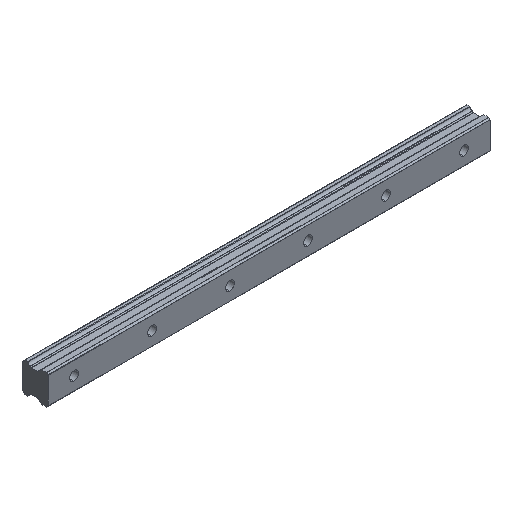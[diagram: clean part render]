
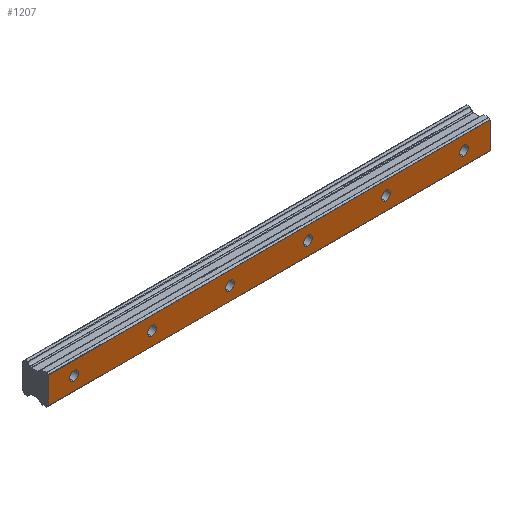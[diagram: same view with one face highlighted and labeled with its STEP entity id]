
A CAD part, isometric view. The second image highlights one B-rep face of the part: STEP entity #1207.
In plain terms, the highlighted planar face has unit normal (0, -1, 0).
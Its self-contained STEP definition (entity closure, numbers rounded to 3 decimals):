
#35 = VECTOR ( 'NONE', #1985, 1000. ) ;
#38 = CIRCLE ( 'NONE', #1542, 3.5 ) ;
#40 = DIRECTION ( 'NONE',  ( 0., 0., -1. ) ) ;
#49 = CIRCLE ( 'NONE', #361, 3.5 ) ;
#52 = CIRCLE ( 'NONE', #136, 3.5 ) ;
#67 = LINE ( 'NONE', #803, #2144 ) ;
#73 = ORIENTED_EDGE ( 'NONE', *, *, #951, .F. ) ;
#75 = VERTEX_POINT ( 'NONE', #827 ) ;
#80 = DIRECTION ( 'NONE',  ( 0., -1., 0. ) ) ;
#82 = CIRCLE ( 'NONE', #1231, 3.5 ) ;
#120 = VERTEX_POINT ( 'NONE', #1333 ) ;
#136 = AXIS2_PLACEMENT_3D ( 'NONE', #905, #350, #1261 ) ;
#157 = DIRECTION ( 'NONE',  ( 0., 0., 1. ) ) ;
#243 = ORIENTED_EDGE ( 'NONE', *, *, #1882, .F. ) ;
#274 = AXIS2_PLACEMENT_3D ( 'NONE', #1465, #2393, #722 ) ;
#302 = DIRECTION ( 'NONE',  ( 0., -1., 0. ) ) ;
#318 = VERTEX_POINT ( 'NONE', #1101 ) ;
#320 = CARTESIAN_POINT ( 'NONE',  ( 320., 0., 10.286 ) ) ;
#328 = DIRECTION ( 'NONE',  ( 0., -1., 0. ) ) ;
#350 = DIRECTION ( 'NONE',  ( 0., -1., 0. ) ) ;
#361 = AXIS2_PLACEMENT_3D ( 'NONE', #1806, #328, #883 ) ;
#381 = VERTEX_POINT ( 'NONE', #1181 ) ;
#405 = DIRECTION ( 'NONE',  ( 0., 0., 1. ) ) ;
#413 = CARTESIAN_POINT ( 'NONE',  ( 180., 0., 3.5 ) ) ;
#421 = VERTEX_POINT ( 'NONE', #2117 ) ;
#443 = AXIS2_PLACEMENT_3D ( 'NONE', #1487, #1473, #1305 ) ;
#465 = EDGE_CURVE ( 'NONE', #1739, #2182, #1907, .T. ) ;
#466 = AXIS2_PLACEMENT_3D ( 'NONE', #1530, #2088, #1715 ) ;
#480 = ORIENTED_EDGE ( 'NONE', *, *, #1979, .F. ) ;
#513 = FACE_BOUND ( 'NONE', #1182, .T. ) ;
#528 = CARTESIAN_POINT ( 'NONE',  ( 120., 0., -3.5 ) ) ;
#538 = DIRECTION ( 'NONE',  ( 0., 0., 1. ) ) ;
#545 = FACE_BOUND ( 'NONE', #1194, .T. ) ;
#560 = AXIS2_PLACEMENT_3D ( 'NONE', #1633, #2394, #712 ) ;
#587 = CARTESIAN_POINT ( 'NONE',  ( 320., 0., 10.286 ) ) ;
#612 = LINE ( 'NONE', #2309, #2264 ) ;
#644 = EDGE_CURVE ( 'NONE', #805, #688, #49, .T. ) ;
#688 = VERTEX_POINT ( 'NONE', #528 ) ;
#692 = FACE_BOUND ( 'NONE', #1667, .T. ) ;
#693 = CARTESIAN_POINT ( 'NONE',  ( 240., 0., 0. ) ) ;
#707 = ORIENTED_EDGE ( 'NONE', *, *, #2365, .F. ) ;
#712 = DIRECTION ( 'NONE',  ( 0., 0., 1. ) ) ;
#722 = DIRECTION ( 'NONE',  ( 0., 0., 1. ) ) ;
#751 = VECTOR ( 'NONE', #40, 1000. ) ;
#779 = ORIENTED_EDGE ( 'NONE', *, *, #465, .F. ) ;
#791 = DIRECTION ( 'NONE',  ( 0., 0., 1. ) ) ;
#803 = CARTESIAN_POINT ( 'NONE',  ( 320., 0., 10.286 ) ) ;
#805 = VERTEX_POINT ( 'NONE', #1735 ) ;
#827 = CARTESIAN_POINT ( 'NONE',  ( -20., 0., -10.286 ) ) ;
#830 = CARTESIAN_POINT ( 'NONE',  ( 300., 0., 0. ) ) ;
#838 = ORIENTED_EDGE ( 'NONE', *, *, #1896, .F. ) ;
#839 = EDGE_CURVE ( 'NONE', #75, #120, #612, .T. ) ;
#844 = ORIENTED_EDGE ( 'NONE', *, *, #2382, .F. ) ;
#881 = CARTESIAN_POINT ( 'NONE',  ( 0., 0., 0. ) ) ;
#883 = DIRECTION ( 'NONE',  ( 0., 0., 1. ) ) ;
#885 = ORIENTED_EDGE ( 'NONE', *, *, #1872, .F. ) ;
#902 = DIRECTION ( 'NONE',  ( 0., -1., 0. ) ) ;
#905 = CARTESIAN_POINT ( 'NONE',  ( 240., 0., 0. ) ) ;
#907 = ORIENTED_EDGE ( 'NONE', *, *, #1230, .F. ) ;
#951 = EDGE_CURVE ( 'NONE', #421, #1903, #2311, .T. ) ;
#968 = VERTEX_POINT ( 'NONE', #320 ) ;
#1048 = DIRECTION ( 'NONE',  ( 0., 0., 1. ) ) ;
#1058 = DIRECTION ( 'NONE',  ( 0., -1., 0. ) ) ;
#1069 = DIRECTION ( 'NONE',  ( 0., -1., 0. ) ) ;
#1080 = CIRCLE ( 'NONE', #1977, 3.5 ) ;
#1096 = DIRECTION ( 'NONE',  ( 0., -1., 0. ) ) ;
#1101 = CARTESIAN_POINT ( 'NONE',  ( 0., 0., 3.5 ) ) ;
#1181 = CARTESIAN_POINT ( 'NONE',  ( 0., 0., -3.5 ) ) ;
#1182 = EDGE_LOOP ( 'NONE', ( #1365, #907 ) ) ;
#1194 = EDGE_LOOP ( 'NONE', ( #73, #707 ) ) ;
#1207 = ADVANCED_FACE ( 'NONE', ( #2207, #692, #545, #2383, #2002, #513, #1644 ), #1422, .F. ) ;
#1218 = VERTEX_POINT ( 'NONE', #1240 ) ;
#1230 = EDGE_CURVE ( 'NONE', #688, #805, #1248, .T. ) ;
#1231 = AXIS2_PLACEMENT_3D ( 'NONE', #881, #1058, #2362 ) ;
#1236 = EDGE_LOOP ( 'NONE', ( #779, #1750 ) ) ;
#1240 = CARTESIAN_POINT ( 'NONE',  ( 60., 0., -3.5 ) ) ;
#1241 = EDGE_CURVE ( 'NONE', #2182, #1739, #52, .T. ) ;
#1248 = CIRCLE ( 'NONE', #1905, 3.5 ) ;
#1255 = EDGE_LOOP ( 'NONE', ( #2287, #243 ) ) ;
#1261 = DIRECTION ( 'NONE',  ( 0., 0., 1. ) ) ;
#1286 = ORIENTED_EDGE ( 'NONE', *, *, #1491, .F. ) ;
#1305 = DIRECTION ( 'NONE',  ( 0., 0., 1. ) ) ;
#1333 = CARTESIAN_POINT ( 'NONE',  ( -20., 0., 10.286 ) ) ;
#1343 = CARTESIAN_POINT ( 'NONE',  ( 300., 0., -3.5 ) ) ;
#1356 = VERTEX_POINT ( 'NONE', #2072 ) ;
#1365 = ORIENTED_EDGE ( 'NONE', *, *, #644, .F. ) ;
#1385 = CIRCLE ( 'NONE', #274, 3.5 ) ;
#1422 = PLANE ( 'NONE',  #560 ) ;
#1442 = CARTESIAN_POINT ( 'NONE',  ( 300., 0., 0. ) ) ;
#1445 = CIRCLE ( 'NONE', #443, 3.5 ) ;
#1464 = ORIENTED_EDGE ( 'NONE', *, *, #839, .F. ) ;
#1465 = CARTESIAN_POINT ( 'NONE',  ( 180., 0., 0. ) ) ;
#1468 = ORIENTED_EDGE ( 'NONE', *, *, #2039, .F. ) ;
#1473 = DIRECTION ( 'NONE',  ( 0., -1., 0. ) ) ;
#1487 = CARTESIAN_POINT ( 'NONE',  ( 0., 0., 0. ) ) ;
#1491 = EDGE_CURVE ( 'NONE', #318, #381, #1445, .T. ) ;
#1530 = CARTESIAN_POINT ( 'NONE',  ( 60., 0., 0. ) ) ;
#1542 = AXIS2_PLACEMENT_3D ( 'NONE', #830, #80, #2282 ) ;
#1543 = EDGE_LOOP ( 'NONE', ( #838, #1468 ) ) ;
#1561 = VERTEX_POINT ( 'NONE', #2252 ) ;
#1580 = VERTEX_POINT ( 'NONE', #413 ) ;
#1584 = DIRECTION ( 'NONE',  ( 1., 0., 0. ) ) ;
#1630 = LINE ( 'NONE', #1832, #35 ) ;
#1633 = CARTESIAN_POINT ( 'NONE',  ( 320., 0., 10.286 ) ) ;
#1644 = FACE_BOUND ( 'NONE', #1543, .T. ) ;
#1667 = EDGE_LOOP ( 'NONE', ( #1286, #480 ) ) ;
#1681 = LINE ( 'NONE', #587, #751 ) ;
#1692 = DIRECTION ( 'NONE',  ( 0., -1., 0. ) ) ;
#1697 = CARTESIAN_POINT ( 'NONE',  ( 60., 0., 3.5 ) ) ;
#1715 = DIRECTION ( 'NONE',  ( 0., 0., 1. ) ) ;
#1735 = CARTESIAN_POINT ( 'NONE',  ( 120., 0., 3.5 ) ) ;
#1739 = VERTEX_POINT ( 'NONE', #2260 ) ;
#1750 = ORIENTED_EDGE ( 'NONE', *, *, #1241, .F. ) ;
#1757 = CIRCLE ( 'NONE', #466, 3.5 ) ;
#1772 = VERTEX_POINT ( 'NONE', #1697 ) ;
#1776 = DIRECTION ( 'NONE',  ( 0., 0., 1. ) ) ;
#1806 = CARTESIAN_POINT ( 'NONE',  ( 120., 0., 0. ) ) ;
#1821 = CARTESIAN_POINT ( 'NONE',  ( 60., 0., 0. ) ) ;
#1829 = AXIS2_PLACEMENT_3D ( 'NONE', #1442, #1069, #157 ) ;
#1832 = CARTESIAN_POINT ( 'NONE',  ( 320., 0., -10.286 ) ) ;
#1872 = EDGE_CURVE ( 'NONE', #968, #1561, #1681, .T. ) ;
#1882 = EDGE_CURVE ( 'NONE', #1356, #1580, #1994, .T. ) ;
#1896 = EDGE_CURVE ( 'NONE', #1772, #1218, #1757, .T. ) ;
#1903 = VERTEX_POINT ( 'NONE', #1343 ) ;
#1905 = AXIS2_PLACEMENT_3D ( 'NONE', #2181, #1096, #538 ) ;
#1907 = CIRCLE ( 'NONE', #2028, 3.5 ) ;
#1977 = AXIS2_PLACEMENT_3D ( 'NONE', #1821, #902, #1048 ) ;
#1979 = EDGE_CURVE ( 'NONE', #381, #318, #82, .T. ) ;
#1985 = DIRECTION ( 'NONE',  ( -1., 0., 0. ) ) ;
#1994 = CIRCLE ( 'NONE', #2116, 3.5 ) ;
#2002 = FACE_BOUND ( 'NONE', #1255, .T. ) ;
#2011 = EDGE_CURVE ( 'NONE', #1561, #75, #1630, .T. ) ;
#2028 = AXIS2_PLACEMENT_3D ( 'NONE', #693, #302, #1776 ) ;
#2039 = EDGE_CURVE ( 'NONE', #1218, #1772, #1080, .T. ) ;
#2046 = EDGE_CURVE ( 'NONE', #1580, #1356, #1385, .T. ) ;
#2072 = CARTESIAN_POINT ( 'NONE',  ( 180., 0., -3.5 ) ) ;
#2082 = CARTESIAN_POINT ( 'NONE',  ( 240., 0., -3.5 ) ) ;
#2088 = DIRECTION ( 'NONE',  ( 0., -1., 0. ) ) ;
#2116 = AXIS2_PLACEMENT_3D ( 'NONE', #2267, #1692, #405 ) ;
#2117 = CARTESIAN_POINT ( 'NONE',  ( 300., 0., 3.5 ) ) ;
#2144 = VECTOR ( 'NONE', #1584, 1000. ) ;
#2181 = CARTESIAN_POINT ( 'NONE',  ( 120., 0., 0. ) ) ;
#2182 = VERTEX_POINT ( 'NONE', #2082 ) ;
#2207 = FACE_OUTER_BOUND ( 'NONE', #2398, .T. ) ;
#2252 = CARTESIAN_POINT ( 'NONE',  ( 320., 0., -10.286 ) ) ;
#2260 = CARTESIAN_POINT ( 'NONE',  ( 240., 0., 3.5 ) ) ;
#2264 = VECTOR ( 'NONE', #791, 1000. ) ;
#2267 = CARTESIAN_POINT ( 'NONE',  ( 180., 0., 0. ) ) ;
#2282 = DIRECTION ( 'NONE',  ( 0., 0., 1. ) ) ;
#2287 = ORIENTED_EDGE ( 'NONE', *, *, #2046, .F. ) ;
#2303 = ORIENTED_EDGE ( 'NONE', *, *, #2011, .F. ) ;
#2309 = CARTESIAN_POINT ( 'NONE',  ( -20., 0., 10.286 ) ) ;
#2311 = CIRCLE ( 'NONE', #1829, 3.5 ) ;
#2362 = DIRECTION ( 'NONE',  ( 0., 0., 1. ) ) ;
#2365 = EDGE_CURVE ( 'NONE', #1903, #421, #38, .T. ) ;
#2382 = EDGE_CURVE ( 'NONE', #120, #968, #67, .T. ) ;
#2383 = FACE_BOUND ( 'NONE', #1236, .T. ) ;
#2393 = DIRECTION ( 'NONE',  ( 0., -1., 0. ) ) ;
#2394 = DIRECTION ( 'NONE',  ( 0., 1., 0. ) ) ;
#2398 = EDGE_LOOP ( 'NONE', ( #2303, #885, #844, #1464 ) ) ;
